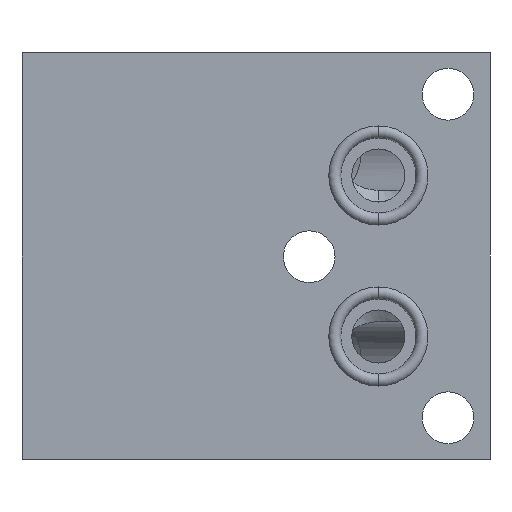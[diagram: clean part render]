
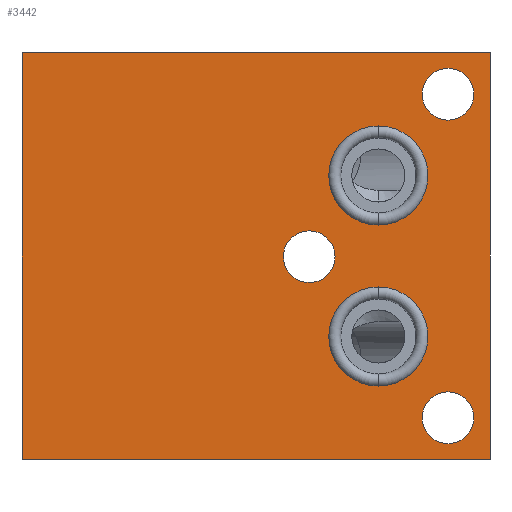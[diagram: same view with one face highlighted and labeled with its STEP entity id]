
A CAD part, front view. The second image highlights one B-rep face of the part: STEP entity #3442.
In plain terms, the highlighted planar face has unit normal (0, -1, 0).
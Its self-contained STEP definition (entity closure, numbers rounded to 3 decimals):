
#12 = DIRECTION ( 'NONE',  ( 1., 0., 0. ) ) ;
#247 = DIRECTION ( 'NONE',  ( 1., 0., 0. ) ) ;
#401 = CARTESIAN_POINT ( 'NONE',  ( 44.15, -20.65, 33.45 ) ) ;
#838 = ORIENTED_EDGE ( 'NONE', *, *, #22145, .T. ) ;
#1038 = CARTESIAN_POINT ( 'NONE',  ( 34.65, -20.65, 16.65 ) ) ;
#1387 = EDGE_LOOP ( 'NONE', ( #2649, #9669 ) ) ;
#1469 = CIRCLE ( 'NONE', #6250, 5.35 ) ;
#1478 = CARTESIAN_POINT ( 'NONE',  ( -49.3, -20.65, 42.05 ) ) ;
#1633 = CIRCLE ( 'NONE', #21717, 10.25 ) ;
#1843 = CARTESIAN_POINT ( 'NONE',  ( 10.1, -20.65, -0.15 ) ) ;
#1923 = DIRECTION ( 'NONE',  ( 0., 1., 0. ) ) ;
#1996 = AXIS2_PLACEMENT_3D ( 'NONE', #6683, #6523, #18982 ) ;
#2336 = CARTESIAN_POINT ( 'NONE',  ( 47.5, -20.65, -42.05 ) ) ;
#2637 = VERTEX_POINT ( 'NONE', #6549 ) ;
#2649 = ORIENTED_EDGE ( 'NONE', *, *, #13311, .T. ) ;
#2664 = CARTESIAN_POINT ( 'NONE',  ( 10.1, -20.65, -0.15 ) ) ;
#2712 = CIRCLE ( 'NONE', #11442, 10.25 ) ;
#2891 = ORIENTED_EDGE ( 'NONE', *, *, #19936, .T. ) ;
#3304 = DIRECTION ( 'NONE',  ( 0., 1., 0. ) ) ;
#3440 = CARTESIAN_POINT ( 'NONE',  ( 4.75, -20.65, -0.15 ) ) ;
#3442 = ADVANCED_FACE ( 'NONE', ( #14286, #20289, #14007, #6341, #16192, #11538 ), #13262, .T. ) ;
#3697 = VECTOR ( 'NONE', #15948, 1000. ) ;
#3979 = LINE ( 'NONE', #19603, #3697 ) ;
#4072 = VERTEX_POINT ( 'NONE', #3440 ) ;
#4279 = CARTESIAN_POINT ( 'NONE',  ( 49.3, -20.65, 42.05 ) ) ;
#4388 = VERTEX_POINT ( 'NONE', #21738 ) ;
#4414 = DIRECTION ( 'NONE',  ( 0., 1., 0. ) ) ;
#4457 = EDGE_LOOP ( 'NONE', ( #9922, #9027 ) ) ;
#4745 = ORIENTED_EDGE ( 'NONE', *, *, #9492, .F. ) ;
#5111 = AXIS2_PLACEMENT_3D ( 'NONE', #2664, #4414, #18494 ) ;
#5293 = CARTESIAN_POINT ( 'NONE',  ( 24.4, -20.65, -16.65 ) ) ;
#5355 = CARTESIAN_POINT ( 'NONE',  ( -49.3, -20.65, -42.05 ) ) ;
#5551 = EDGE_CURVE ( 'NONE', #15848, #4072, #5972, .T. ) ;
#5582 = ORIENTED_EDGE ( 'NONE', *, *, #14366, .T. ) ;
#5618 = CIRCLE ( 'NONE', #18978, 5.35 ) ;
#5972 = CIRCLE ( 'NONE', #5111, 5.35 ) ;
#5995 = DIRECTION ( 'NONE',  ( -1., 0., 0. ) ) ;
#6179 = VECTOR ( 'NONE', #12848, 1000. ) ;
#6229 = CARTESIAN_POINT ( 'NONE',  ( -49.3, -20.65, -42.05 ) ) ;
#6250 = AXIS2_PLACEMENT_3D ( 'NONE', #19911, #16485, #5995 ) ;
#6341 = FACE_BOUND ( 'NONE', #20450, .T. ) ;
#6430 = EDGE_CURVE ( 'NONE', #21458, #2637, #14149, .T. ) ;
#6523 = DIRECTION ( 'NONE',  ( 0., -1., 0. ) ) ;
#6548 = LINE ( 'NONE', #13817, #19941 ) ;
#6549 = CARTESIAN_POINT ( 'NONE',  ( 33.45, -20.65, -33.45 ) ) ;
#6680 = DIRECTION ( 'NONE',  ( 0., -1., 0. ) ) ;
#6683 = CARTESIAN_POINT ( 'NONE',  ( -49.3, -20.65, -42.05 ) ) ;
#6730 = ORIENTED_EDGE ( 'NONE', *, *, #9184, .F. ) ;
#6998 = CARTESIAN_POINT ( 'NONE',  ( 38.8, -20.65, -33.45 ) ) ;
#7127 = DIRECTION ( 'NONE',  ( -1., 0., 0. ) ) ;
#7195 = DIRECTION ( 'NONE',  ( 0., -1., 0. ) ) ;
#7421 = AXIS2_PLACEMENT_3D ( 'NONE', #1843, #1923, #7127 ) ;
#7462 = VERTEX_POINT ( 'NONE', #7904 ) ;
#7755 = DIRECTION ( 'NONE',  ( 0., -1., 0. ) ) ;
#7904 = CARTESIAN_POINT ( 'NONE',  ( 14.15, -20.65, 16.65 ) ) ;
#8412 = CARTESIAN_POINT ( 'NONE',  ( 14.15, -20.65, -16.65 ) ) ;
#8512 = CIRCLE ( 'NONE', #7421, 5.35 ) ;
#8631 = DIRECTION ( 'NONE',  ( 0., 0., 1. ) ) ;
#8937 = DIRECTION ( 'NONE',  ( 0., 1., 0. ) ) ;
#9027 = ORIENTED_EDGE ( 'NONE', *, *, #5551, .T. ) ;
#9184 = EDGE_CURVE ( 'NONE', #10248, #14222, #16683, .T. ) ;
#9319 = EDGE_CURVE ( 'NONE', #7462, #18212, #1633, .T. ) ;
#9492 = EDGE_CURVE ( 'NONE', #14222, #10248, #12582, .T. ) ;
#9669 = ORIENTED_EDGE ( 'NONE', *, *, #12482, .T. ) ;
#9922 = ORIENTED_EDGE ( 'NONE', *, *, #15390, .T. ) ;
#10159 = AXIS2_PLACEMENT_3D ( 'NONE', #12708, #7755, #17982 ) ;
#10248 = VERTEX_POINT ( 'NONE', #22599 ) ;
#10354 = CARTESIAN_POINT ( 'NONE',  ( 24.4, -20.65, 16.65 ) ) ;
#10513 = VERTEX_POINT ( 'NONE', #2336 ) ;
#10710 = CARTESIAN_POINT ( 'NONE',  ( 15.45, -20.65, -0.15 ) ) ;
#10756 = VERTEX_POINT ( 'NONE', #1478 ) ;
#11442 = AXIS2_PLACEMENT_3D ( 'NONE', #18491, #11754, #11531 ) ;
#11531 = DIRECTION ( 'NONE',  ( 1., 0., 0. ) ) ;
#11538 = FACE_OUTER_BOUND ( 'NONE', #16910, .T. ) ;
#11754 = DIRECTION ( 'NONE',  ( 0., -1., 0. ) ) ;
#12169 = DIRECTION ( 'NONE',  ( -1., 0., 0. ) ) ;
#12482 = EDGE_CURVE ( 'NONE', #19426, #4388, #5618, .T. ) ;
#12582 = CIRCLE ( 'NONE', #16732, 10.25 ) ;
#12708 = CARTESIAN_POINT ( 'NONE',  ( 24.4, -20.65, -16.65 ) ) ;
#12848 = DIRECTION ( 'NONE',  ( -1., 0., 0. ) ) ;
#13012 = CARTESIAN_POINT ( 'NONE',  ( 38.8, -20.65, -33.45 ) ) ;
#13085 = DIRECTION ( 'NONE',  ( 0., 1., 0. ) ) ;
#13262 = PLANE ( 'NONE',  #1996 ) ;
#13311 = EDGE_CURVE ( 'NONE', #4388, #19426, #1469, .T. ) ;
#13817 = CARTESIAN_POINT ( 'NONE',  ( 47.5, -20.65, -42.05 ) ) ;
#13921 = AXIS2_PLACEMENT_3D ( 'NONE', #13012, #13085, #16462 ) ;
#14007 = FACE_BOUND ( 'NONE', #15947, .T. ) ;
#14149 = CIRCLE ( 'NONE', #13921, 5.35 ) ;
#14222 = VERTEX_POINT ( 'NONE', #8412 ) ;
#14286 = FACE_BOUND ( 'NONE', #1387, .T. ) ;
#14366 = EDGE_CURVE ( 'NONE', #16998, #10513, #19476, .T. ) ;
#14871 = ORIENTED_EDGE ( 'NONE', *, *, #19812, .T. ) ;
#15140 = VERTEX_POINT ( 'NONE', #18698 ) ;
#15324 = ORIENTED_EDGE ( 'NONE', *, *, #6430, .T. ) ;
#15390 = EDGE_CURVE ( 'NONE', #4072, #15848, #8512, .T. ) ;
#15848 = VERTEX_POINT ( 'NONE', #10710 ) ;
#15947 = EDGE_LOOP ( 'NONE', ( #2891, #15324 ) ) ;
#15948 = DIRECTION ( 'NONE',  ( 0., 0., -1. ) ) ;
#16192 = FACE_BOUND ( 'NONE', #19964, .T. ) ;
#16305 = CARTESIAN_POINT ( 'NONE',  ( 44.15, -20.65, -33.45 ) ) ;
#16462 = DIRECTION ( 'NONE',  ( -1., 0., 0. ) ) ;
#16485 = DIRECTION ( 'NONE',  ( 0., 1., 0. ) ) ;
#16683 = CIRCLE ( 'NONE', #10159, 10.25 ) ;
#16732 = AXIS2_PLACEMENT_3D ( 'NONE', #5293, #7195, #247 ) ;
#16910 = EDGE_LOOP ( 'NONE', ( #14871, #21816, #838, #5582 ) ) ;
#16998 = VERTEX_POINT ( 'NONE', #6229 ) ;
#17069 = ORIENTED_EDGE ( 'NONE', *, *, #9319, .F. ) ;
#17982 = DIRECTION ( 'NONE',  ( 1., 0., 0. ) ) ;
#18035 = AXIS2_PLACEMENT_3D ( 'NONE', #6998, #8937, #19386 ) ;
#18212 = VERTEX_POINT ( 'NONE', #1038 ) ;
#18491 = CARTESIAN_POINT ( 'NONE',  ( 24.4, -20.65, 16.65 ) ) ;
#18494 = DIRECTION ( 'NONE',  ( -1., 0., 0. ) ) ;
#18698 = CARTESIAN_POINT ( 'NONE',  ( 47.5, -20.65, 42.05 ) ) ;
#18978 = AXIS2_PLACEMENT_3D ( 'NONE', #22634, #3304, #12169 ) ;
#18982 = DIRECTION ( 'NONE',  ( 1., 0., 0. ) ) ;
#19201 = VECTOR ( 'NONE', #12, 1000. ) ;
#19386 = DIRECTION ( 'NONE',  ( -1., 0., 0. ) ) ;
#19426 = VERTEX_POINT ( 'NONE', #401 ) ;
#19476 = LINE ( 'NONE', #5355, #19201 ) ;
#19603 = CARTESIAN_POINT ( 'NONE',  ( -49.3, -20.65, 42.05 ) ) ;
#19645 = EDGE_CURVE ( 'NONE', #18212, #7462, #2712, .T. ) ;
#19812 = EDGE_CURVE ( 'NONE', #10513, #15140, #6548, .T. ) ;
#19863 = LINE ( 'NONE', #4279, #6179 ) ;
#19911 = CARTESIAN_POINT ( 'NONE',  ( 38.8, -20.65, 33.45 ) ) ;
#19936 = EDGE_CURVE ( 'NONE', #2637, #21458, #22370, .T. ) ;
#19941 = VECTOR ( 'NONE', #8631, 1000. ) ;
#19964 = EDGE_LOOP ( 'NONE', ( #22210, #17069 ) ) ;
#20289 = FACE_BOUND ( 'NONE', #4457, .T. ) ;
#20450 = EDGE_LOOP ( 'NONE', ( #6730, #4745 ) ) ;
#20652 = DIRECTION ( 'NONE',  ( 1., 0., 0. ) ) ;
#21452 = EDGE_CURVE ( 'NONE', #15140, #10756, #19863, .T. ) ;
#21458 = VERTEX_POINT ( 'NONE', #16305 ) ;
#21717 = AXIS2_PLACEMENT_3D ( 'NONE', #10354, #6680, #20652 ) ;
#21738 = CARTESIAN_POINT ( 'NONE',  ( 33.45, -20.65, 33.45 ) ) ;
#21816 = ORIENTED_EDGE ( 'NONE', *, *, #21452, .T. ) ;
#22145 = EDGE_CURVE ( 'NONE', #10756, #16998, #3979, .T. ) ;
#22210 = ORIENTED_EDGE ( 'NONE', *, *, #19645, .F. ) ;
#22370 = CIRCLE ( 'NONE', #18035, 5.35 ) ;
#22599 = CARTESIAN_POINT ( 'NONE',  ( 34.65, -20.65, -16.65 ) ) ;
#22634 = CARTESIAN_POINT ( 'NONE',  ( 38.8, -20.65, 33.45 ) ) ;
